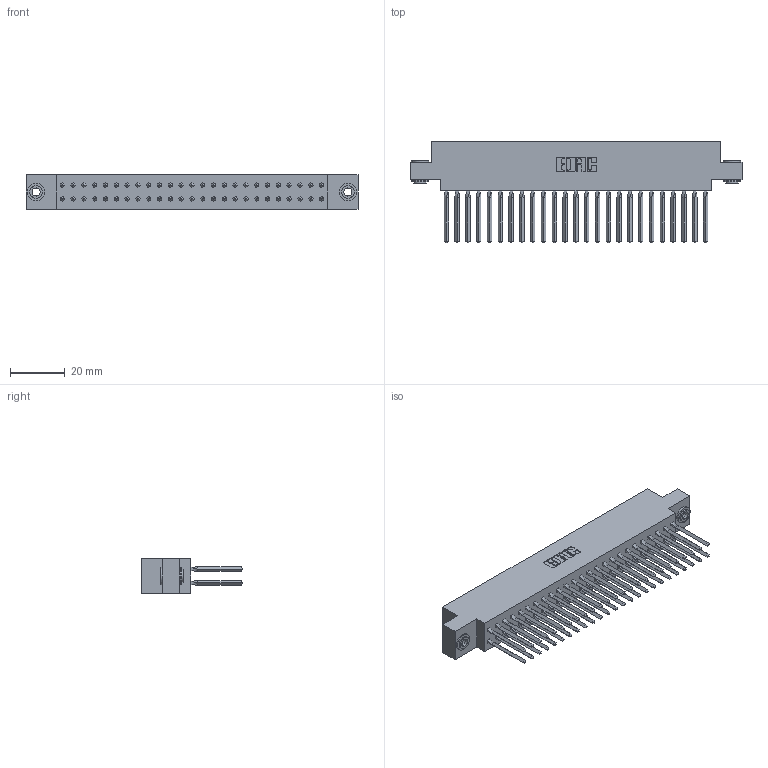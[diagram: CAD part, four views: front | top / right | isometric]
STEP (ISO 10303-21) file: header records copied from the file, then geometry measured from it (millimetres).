
FILE_DESCRIPTION (( 'STEP AP203' ), '1' );
FILE_NAME ('317-050-540-803.STEP', '2020-02-28T03:03:44', ( '' ), ( '' ), 'SwSTEP 2.0', 'SolidWorks 2016', '' );
FILE_SCHEMA (( 'CONFIG_CONTROL_DESIGN' ));
Length unit declared in the file: inch
Products named in the file (4): 345-250-002_345-250-002-102; 317-290-001_540; 317-050-540-803; 317 Part_.156 Dia - TH
Assembly tree (53 placements, depth 2):
  317-050-540-803
    317 Part_.156 Dia - TH
    317-290-001_540  x50
    345-250-002_345-250-002-102  x2
Bounding box: 121.77 x 37.34 x 12.7 mm (x, y, z)
Volume: 19881 mm3; surface area: 29212 mm2
Topology: 53 solids, 53 shells, 4590 faces, 12701 edges, 8180 vertices
Faces by surface type: plane 3718, cylinder 664, bspline 200, cone 8
Entity records: 39159 total; most frequent: CARTESIAN_POINT 7214, ORIENTED_EDGE 6706, DIRECTION 5637, EDGE_CURVE 3353, VECTOR 3073, LINE 3073, VERTEX_POINT 2227, AXIS2_PLACEMENT_3D 1282
